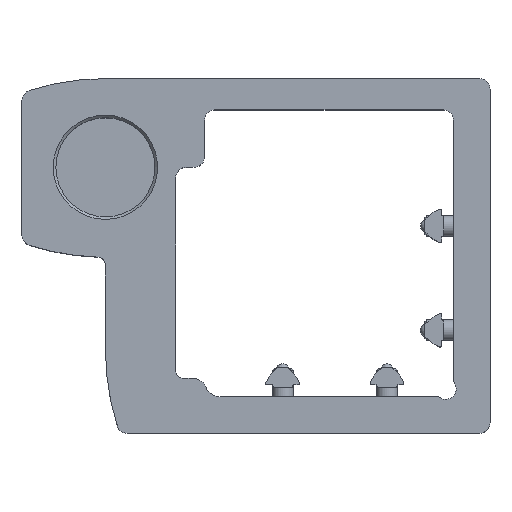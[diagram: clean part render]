
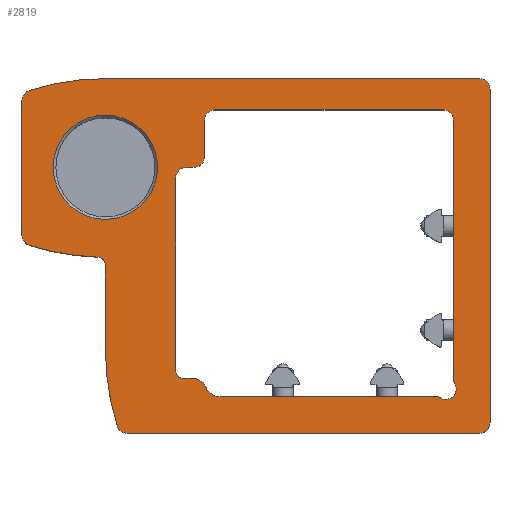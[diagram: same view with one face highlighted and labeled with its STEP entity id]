
A CAD part, top view. The second image highlights one B-rep face of the part: STEP entity #2819.
In plain terms, the highlighted planar face has unit normal (0, 0, 1).
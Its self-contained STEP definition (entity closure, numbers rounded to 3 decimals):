
#163=CIRCLE('',#3020,4.);
#165=CIRCLE('',#3023,96.);
#167=CIRCLE('',#3026,3.);
#169=CIRCLE('',#3030,96.);
#171=CIRCLE('',#3033,4.);
#177=CIRCLE('',#3041,4.);
#183=CIRCLE('',#3049,4.);
#185=CIRCLE('',#3053,96.);
#187=CIRCLE('',#3056,4.);
#189=CIRCLE('',#3060,4.);
#191=CIRCLE('',#3064,4.);
#193=CIRCLE('',#3068,4.);
#199=CIRCLE('',#3076,3.);
#201=CIRCLE('',#3079,4.);
#203=CIRCLE('',#3082,3.);
#209=CIRCLE('',#3090,6.);
#211=CIRCLE('',#3093,5.);
#213=CIRCLE('',#3097,3.);
#215=CIRCLE('',#3101,4.);
#218=CIRCLE('',#3106,20.);
#564=ORIENTED_EDGE('',*,*,#1280,.T.);
#565=ORIENTED_EDGE('',*,*,#1218,.F.);
#566=ORIENTED_EDGE('',*,*,#1222,.F.);
#567=ORIENTED_EDGE('',*,*,#1225,.T.);
#568=ORIENTED_EDGE('',*,*,#1228,.F.);
#569=ORIENTED_EDGE('',*,*,#1231,.F.);
#570=ORIENTED_EDGE('',*,*,#1234,.F.);
#571=ORIENTED_EDGE('',*,*,#1237,.F.);
#572=ORIENTED_EDGE('',*,*,#1244,.F.);
#573=ORIENTED_EDGE('',*,*,#1247,.T.);
#574=ORIENTED_EDGE('',*,*,#1250,.F.);
#575=ORIENTED_EDGE('',*,*,#1253,.T.);
#576=ORIENTED_EDGE('',*,*,#1260,.F.);
#577=ORIENTED_EDGE('',*,*,#1263,.F.);
#578=ORIENTED_EDGE('',*,*,#1266,.T.);
#579=ORIENTED_EDGE('',*,*,#1269,.F.);
#580=ORIENTED_EDGE('',*,*,#1272,.F.);
#581=ORIENTED_EDGE('',*,*,#1275,.F.);
#582=ORIENTED_EDGE('',*,*,#1170,.T.);
#583=ORIENTED_EDGE('',*,*,#1174,.T.);
#584=ORIENTED_EDGE('',*,*,#1177,.T.);
#585=ORIENTED_EDGE('',*,*,#1180,.F.);
#586=ORIENTED_EDGE('',*,*,#1183,.T.);
#587=ORIENTED_EDGE('',*,*,#1186,.T.);
#588=ORIENTED_EDGE('',*,*,#1189,.T.);
#589=ORIENTED_EDGE('',*,*,#1196,.T.);
#590=ORIENTED_EDGE('',*,*,#1199,.T.);
#591=ORIENTED_EDGE('',*,*,#1206,.T.);
#592=ORIENTED_EDGE('',*,*,#1209,.T.);
#593=ORIENTED_EDGE('',*,*,#1212,.T.);
#594=ORIENTED_EDGE('',*,*,#1215,.T.);
#595=ORIENTED_EDGE('',*,*,#1277,.T.);
#1170=EDGE_CURVE('',#1559,#1560,#1837,.T.);
#1174=EDGE_CURVE('',#1560,#1563,#163,.T.);
#1177=EDGE_CURVE('',#1563,#1565,#165,.T.);
#1180=EDGE_CURVE('',#1567,#1565,#167,.T.);
#1183=EDGE_CURVE('',#1567,#1569,#1844,.T.);
#1186=EDGE_CURVE('',#1569,#1571,#169,.T.);
#1189=EDGE_CURVE('',#1571,#1573,#171,.T.);
#1196=EDGE_CURVE('',#1573,#1579,#1849,.T.);
#1199=EDGE_CURVE('',#1579,#1581,#177,.T.);
#1206=EDGE_CURVE('',#1581,#1587,#1853,.T.);
#1209=EDGE_CURVE('',#1587,#1589,#183,.T.);
#1212=EDGE_CURVE('',#1589,#1591,#1857,.T.);
#1215=EDGE_CURVE('',#1591,#1593,#185,.T.);
#1218=EDGE_CURVE('',#1595,#1596,#187,.T.);
#1222=EDGE_CURVE('',#1599,#1595,#1863,.T.);
#1225=EDGE_CURVE('',#1599,#1601,#189,.T.);
#1228=EDGE_CURVE('',#1603,#1601,#1867,.T.);
#1231=EDGE_CURVE('',#1605,#1603,#191,.T.);
#1234=EDGE_CURVE('',#1607,#1605,#1871,.T.);
#1237=EDGE_CURVE('',#1609,#1607,#193,.T.);
#1244=EDGE_CURVE('',#1615,#1609,#1875,.T.);
#1247=EDGE_CURVE('',#1615,#1617,#199,.T.);
#1250=EDGE_CURVE('',#1619,#1617,#201,.T.);
#1253=EDGE_CURVE('',#1619,#1621,#203,.T.);
#1260=EDGE_CURVE('',#1627,#1621,#1881,.T.);
#1263=EDGE_CURVE('',#1629,#1627,#209,.T.);
#1266=EDGE_CURVE('',#1629,#1631,#211,.T.);
#1269=EDGE_CURVE('',#1633,#1631,#1886,.T.);
#1272=EDGE_CURVE('',#1635,#1633,#213,.T.);
#1275=EDGE_CURVE('',#1596,#1635,#1890,.T.);
#1277=EDGE_CURVE('',#1593,#1559,#215,.T.);
#1280=EDGE_CURVE('',#1638,#1638,#218,.T.);
#1559=VERTEX_POINT('',#4254);
#1560=VERTEX_POINT('',#4255);
#1563=VERTEX_POINT('',#4263);
#1565=VERTEX_POINT('',#4269);
#1567=VERTEX_POINT('',#4275);
#1569=VERTEX_POINT('',#4281);
#1571=VERTEX_POINT('',#4287);
#1573=VERTEX_POINT('',#4293);
#1579=VERTEX_POINT('',#4307);
#1581=VERTEX_POINT('',#4313);
#1587=VERTEX_POINT('',#4327);
#1589=VERTEX_POINT('',#4333);
#1591=VERTEX_POINT('',#4339);
#1593=VERTEX_POINT('',#4345);
#1595=VERTEX_POINT('',#4351);
#1596=VERTEX_POINT('',#4352);
#1599=VERTEX_POINT('',#4360);
#1601=VERTEX_POINT('',#4366);
#1603=VERTEX_POINT('',#4372);
#1605=VERTEX_POINT('',#4378);
#1607=VERTEX_POINT('',#4384);
#1609=VERTEX_POINT('',#4390);
#1615=VERTEX_POINT('',#4404);
#1617=VERTEX_POINT('',#4410);
#1619=VERTEX_POINT('',#4416);
#1621=VERTEX_POINT('',#4422);
#1627=VERTEX_POINT('',#4436);
#1629=VERTEX_POINT('',#4442);
#1631=VERTEX_POINT('',#4448);
#1633=VERTEX_POINT('',#4454);
#1635=VERTEX_POINT('',#4460);
#1638=VERTEX_POINT('',#4475);
#1837=LINE('',#4253,#2024);
#1844=LINE('',#4280,#2031);
#1849=LINE('',#4306,#2036);
#1853=LINE('',#4326,#2040);
#1857=LINE('',#4338,#2044);
#1863=LINE('',#4359,#2050);
#1867=LINE('',#4371,#2054);
#1871=LINE('',#4383,#2058);
#1875=LINE('',#4403,#2062);
#1881=LINE('',#4435,#2068);
#1886=LINE('',#4453,#2073);
#1890=LINE('',#4465,#2077);
#2024=VECTOR('',#3370,1000.);
#2031=VECTOR('',#3397,1000.);
#2036=VECTOR('',#3424,1000.);
#2040=VECTOR('',#3444,1000.);
#2044=VECTOR('',#3456,1000.);
#2050=VECTOR('',#3476,1000.);
#2054=VECTOR('',#3488,1000.);
#2058=VECTOR('',#3500,1000.);
#2062=VECTOR('',#3520,1000.);
#2068=VECTOR('',#3554,1000.);
#2073=VECTOR('',#3573,1000.);
#2077=VECTOR('',#3585,1000.);
#2261=EDGE_LOOP('',(#564));
#2262=EDGE_LOOP('',(#565,#566,#567,#568,#569,#570,#571,#572,#573,#574,#575,
#576,#577,#578,#579,#580,#581));
#2263=EDGE_LOOP('',(#582,#583,#584,#585,#586,#587,#588,#589,#590,#591,#592,
#593,#594,#595));
#2510=FACE_BOUND('',#2261,.T.);
#2511=FACE_BOUND('',#2262,.T.);
#2512=FACE_BOUND('',#2263,.T.);
#2724=PLANE('',#3105);
#2819=ADVANCED_FACE('',(#2510,#2511,#2512),#2724,.T.);
#3020=AXIS2_PLACEMENT_3D('',#4262,#3376,#3377);
#3023=AXIS2_PLACEMENT_3D('',#4268,#3383,#3384);
#3026=AXIS2_PLACEMENT_3D('',#4274,#3390,#3391);
#3030=AXIS2_PLACEMENT_3D('',#4286,#3402,#3403);
#3033=AXIS2_PLACEMENT_3D('',#4292,#3409,#3410);
#3041=AXIS2_PLACEMENT_3D('',#4312,#3429,#3430);
#3049=AXIS2_PLACEMENT_3D('',#4332,#3449,#3450);
#3053=AXIS2_PLACEMENT_3D('',#4344,#3461,#3462);
#3056=AXIS2_PLACEMENT_3D('',#4350,#3468,#3469);
#3060=AXIS2_PLACEMENT_3D('',#4365,#3481,#3482);
#3064=AXIS2_PLACEMENT_3D('',#4377,#3493,#3494);
#3068=AXIS2_PLACEMENT_3D('',#4389,#3505,#3506);
#3076=AXIS2_PLACEMENT_3D('',#4409,#3525,#3526);
#3079=AXIS2_PLACEMENT_3D('',#4415,#3532,#3533);
#3082=AXIS2_PLACEMENT_3D('',#4421,#3539,#3540);
#3090=AXIS2_PLACEMENT_3D('',#4441,#3559,#3560);
#3093=AXIS2_PLACEMENT_3D('',#4447,#3566,#3567);
#3097=AXIS2_PLACEMENT_3D('',#4459,#3578,#3579);
#3101=AXIS2_PLACEMENT_3D('',#4468,#3589,#3590);
#3105=AXIS2_PLACEMENT_3D('',#4473,#3597,#3598);
#3106=AXIS2_PLACEMENT_3D('',#4474,#3599,#3600);
#3370=DIRECTION('',(0.,-1.,0.));
#3376=DIRECTION('',(0.,0.,1.));
#3377=DIRECTION('',(1.,0.,0.));
#3383=DIRECTION('',(0.,0.,1.));
#3384=DIRECTION('',(1.,0.,0.));
#3390=DIRECTION('',(0.,0.,1.));
#3391=DIRECTION('',(1.,0.,0.));
#3397=DIRECTION('',(0.,-1.,0.));
#3402=DIRECTION('',(0.,0.,1.));
#3403=DIRECTION('',(1.,0.,0.));
#3409=DIRECTION('',(0.,0.,1.));
#3410=DIRECTION('',(1.,0.,0.));
#3424=DIRECTION('',(1.,0.,0.));
#3429=DIRECTION('',(0.,0.,1.));
#3430=DIRECTION('',(1.,0.,0.));
#3444=DIRECTION('',(0.,1.,0.));
#3449=DIRECTION('',(0.,0.,1.));
#3450=DIRECTION('',(1.,0.,0.));
#3456=DIRECTION('',(-1.,0.,0.));
#3461=DIRECTION('',(0.,0.,1.));
#3462=DIRECTION('',(1.,0.,0.));
#3468=DIRECTION('',(0.,0.,1.));
#3469=DIRECTION('',(1.,0.,0.));
#3476=DIRECTION('',(-1.,0.,0.));
#3481=DIRECTION('',(0.,0.,1.));
#3482=DIRECTION('',(1.,0.,0.));
#3488=DIRECTION('',(0.,-1.,0.));
#3493=DIRECTION('',(0.,0.,1.));
#3494=DIRECTION('',(1.,0.,0.));
#3500=DIRECTION('',(-1.,0.,0.));
#3505=DIRECTION('',(0.,0.,1.));
#3506=DIRECTION('',(1.,0.,0.));
#3520=DIRECTION('',(0.,1.,0.));
#3525=DIRECTION('',(0.,0.,1.));
#3526=DIRECTION('',(1.,0.,0.));
#3532=DIRECTION('',(0.,0.,1.));
#3533=DIRECTION('',(1.,0.,0.));
#3539=DIRECTION('',(0.,0.,1.));
#3540=DIRECTION('',(1.,0.,0.));
#3554=DIRECTION('',(1.,0.,0.));
#3559=DIRECTION('',(0.,0.,1.));
#3560=DIRECTION('',(1.,0.,0.));
#3566=DIRECTION('',(0.,0.,1.));
#3567=DIRECTION('',(1.,0.,0.));
#3573=DIRECTION('',(1.,0.,0.));
#3578=DIRECTION('',(0.,0.,1.));
#3579=DIRECTION('',(1.,0.,0.));
#3585=DIRECTION('',(0.,-1.,0.));
#3589=DIRECTION('',(0.,0.,1.));
#3590=DIRECTION('',(1.,0.,0.));
#3597=DIRECTION('',(0.,0.,1.));
#3598=DIRECTION('',(1.,0.,0.));
#3599=DIRECTION('',(0.,0.,-1.));
#3600=DIRECTION('',(-1.,0.,0.));
#4253=CARTESIAN_POINT('',(-89.75,127.636,0.));
#4254=CARTESIAN_POINT('',(-89.75,127.636,0.));
#4255=CARTESIAN_POINT('',(-89.75,75.864,0.));
#4262=CARTESIAN_POINT('',(-85.75,75.864,0.));
#4263=CARTESIAN_POINT('',(-86.967,72.054,0.));
#4268=CARTESIAN_POINT('',(-57.75,163.5,0.));
#4269=CARTESIAN_POINT('',(-60.659,67.544,0.));
#4274=CARTESIAN_POINT('',(-60.75,64.545,0.));
#4275=CARTESIAN_POINT('',(-57.75,64.545,0.));
#4280=CARTESIAN_POINT('',(-57.75,64.545,0.));
#4281=CARTESIAN_POINT('',(-57.75,32.,0.));
#4286=CARTESIAN_POINT('',(38.25,32.,0.));
#4287=CARTESIAN_POINT('',(-53.196,2.783,0.));
#4292=CARTESIAN_POINT('',(-49.386,4.,0.));
#4293=CARTESIAN_POINT('',(-49.386,0.,0.));
#4306=CARTESIAN_POINT('',(-49.386,0.,0.));
#4307=CARTESIAN_POINT('',(85.75,0.,0.));
#4312=CARTESIAN_POINT('',(85.75,4.,0.));
#4313=CARTESIAN_POINT('',(89.75,4.,0.));
#4326=CARTESIAN_POINT('',(89.75,4.,0.));
#4327=CARTESIAN_POINT('',(89.75,132.,0.));
#4332=CARTESIAN_POINT('',(85.75,132.,0.));
#4333=CARTESIAN_POINT('',(85.75,136.,0.));
#4338=CARTESIAN_POINT('',(85.75,136.,0.));
#4339=CARTESIAN_POINT('',(-57.75,136.,0.));
#4344=CARTESIAN_POINT('',(-57.75,40.,0.));
#4345=CARTESIAN_POINT('',(-86.967,131.446,0.));
#4350=CARTESIAN_POINT('',(-26.75,98.,0.));
#4351=CARTESIAN_POINT('',(-26.75,102.,0.));
#4352=CARTESIAN_POINT('',(-30.75,98.,0.));
#4359=CARTESIAN_POINT('',(-23.75,102.,0.));
#4360=CARTESIAN_POINT('',(-23.75,102.,0.));
#4365=CARTESIAN_POINT('',(-23.75,106.,0.));
#4366=CARTESIAN_POINT('',(-19.75,106.,0.));
#4371=CARTESIAN_POINT('',(-19.75,120.,0.));
#4372=CARTESIAN_POINT('',(-19.75,120.,0.));
#4377=CARTESIAN_POINT('',(-15.75,120.,0.));
#4378=CARTESIAN_POINT('',(-15.75,124.,0.));
#4383=CARTESIAN_POINT('',(71.75,124.,0.));
#4384=CARTESIAN_POINT('',(71.75,124.,0.));
#4389=CARTESIAN_POINT('',(71.75,120.,0.));
#4390=CARTESIAN_POINT('',(75.75,120.,0.));
#4403=CARTESIAN_POINT('',(75.75,20.606,0.));
#4404=CARTESIAN_POINT('',(75.75,20.606,0.));
#4409=CARTESIAN_POINT('',(78.75,20.606,0.));
#4410=CARTESIAN_POINT('',(76.179,19.06,0.));
#4415=CARTESIAN_POINT('',(72.75,17.,0.));
#4416=CARTESIAN_POINT('',(70.69,13.571,0.));
#4421=CARTESIAN_POINT('',(69.144,11.,0.));
#4422=CARTESIAN_POINT('',(69.144,14.,0.));
#4435=CARTESIAN_POINT('',(-13.75,14.,0.));
#4436=CARTESIAN_POINT('',(-13.75,14.,0.));
#4441=CARTESIAN_POINT('',(-13.75,20.,0.));
#4442=CARTESIAN_POINT('',(-19.339,17.818,0.));
#4447=CARTESIAN_POINT('',(-23.997,16.,0.));
#4448=CARTESIAN_POINT('',(-23.997,21.,0.));
#4453=CARTESIAN_POINT('',(-27.75,21.,0.));
#4454=CARTESIAN_POINT('',(-27.75,21.,0.));
#4459=CARTESIAN_POINT('',(-27.75,24.,0.));
#4460=CARTESIAN_POINT('',(-30.75,24.,0.));
#4465=CARTESIAN_POINT('',(-30.75,98.,0.));
#4468=CARTESIAN_POINT('',(-85.75,127.636,0.));
#4473=CARTESIAN_POINT('',(-85.75,75.864,0.));
#4474=CARTESIAN_POINT('',(-57.75,102.,0.));
#4475=CARTESIAN_POINT('',(-77.75,102.,0.));
